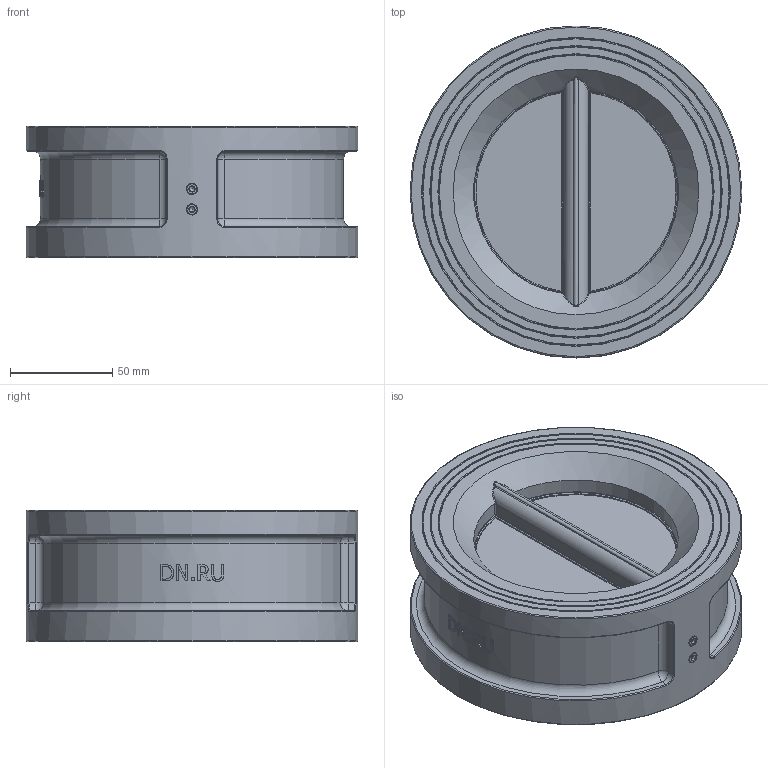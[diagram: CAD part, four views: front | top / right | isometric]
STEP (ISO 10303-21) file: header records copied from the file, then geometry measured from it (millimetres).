
FILE_DESCRIPTION(/* description */ (''),/* implementation_level */ '2;1');
FILE_NAME(/* name */ 'DN100_3D_STEP.stp',/* time_stamp */ '2025-04-15T23:22:55+03:00',/* author */ ('igorr'),/* organization */ (''),/* preprocessor_version */ 'ST-DEVELOPER v20',/* originating_system */ 'Autodesk Inventor 2025',/* authorisation */ '');
FILE_SCHEMA (('AUTOMOTIVE_DESIGN { 1 0 10303 214 3 1 1 }'));
Length unit declared in the file: millimetre
Products named in the file (4): Сборка1; Деталь; Пружина; AS 1420 - 1973 - M3 x 6
Assembly tree (7 placements, depth 2):
  Сборка1
    Деталь
    Пружина  x2
    AS 1420 - 1973 - M3 x 6  x4
Bounding box: 162 x 162 x 64 mm (x, y, z)
Volume: 617843.7 mm3; surface area: 111594.9 mm2
Topology: 9 solids, 9 shells, 306 faces, 751 edges, 484 vertices
Faces by surface type: plane 131, cylinder 70, bspline 51, torus 33, sphere 12, cone 9
Full cylindrical faces by diameter (mm): 1 x4, 1.927 x2, 3 x6, 5.5 x4, 7 x6, 8 x1, 12 x1, 125 x1, 162 x1
Entity records: 12920 total; most frequent: CARTESIAN_POINT 6704, ORIENTED_EDGE 1246, DIRECTION 1125, EDGE_CURVE 623, AXIS2_PLACEMENT_3D 437, VERTEX_POINT 397, EDGE_LOOP 286, LINE 251
